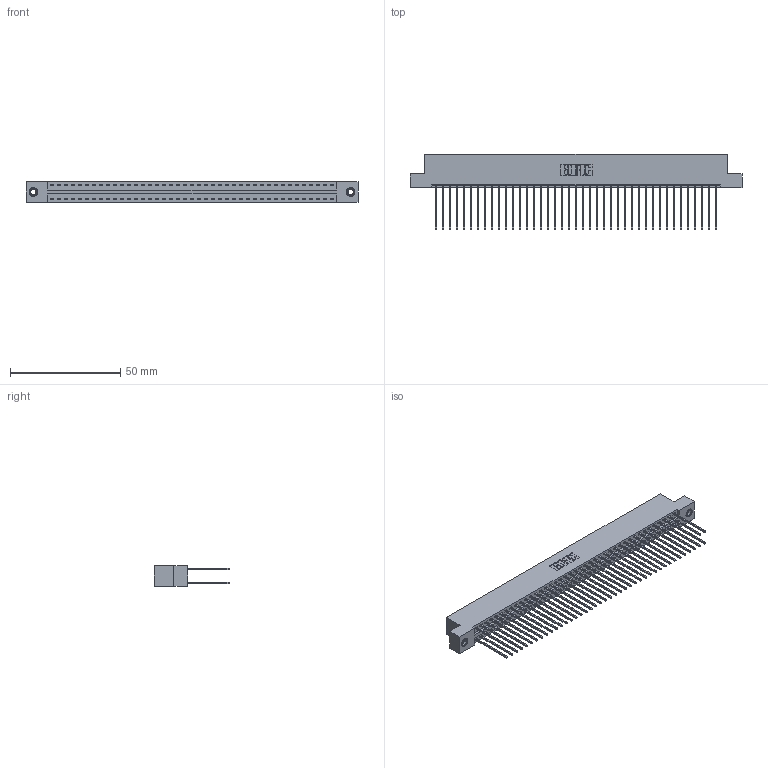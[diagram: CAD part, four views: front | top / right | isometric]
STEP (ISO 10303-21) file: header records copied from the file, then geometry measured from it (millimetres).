
FILE_DESCRIPTION (( 'STEP AP203' ), '1' );
FILE_NAME ('396-082-541-207.STEP', '2018-09-09T23:05:48', ( '' ), ( '' ), 'SwSTEP 2.0', 'SolidWorks 2016', '' );
FILE_SCHEMA (( 'CONFIG_CONTROL_DESIGN' ));
Length unit declared in the file: inch
Products named in the file (4): 345-292-001_345-293-141; 345-250-001_345-250-005-103; 396-082-541-207; 346 Part_Flush Mounting Lugs - 0.156 Dia-TI
Assembly tree (85 placements, depth 2):
  396-082-541-207
    346 Part_Flush Mounting Lugs - 0.156 Dia-TI
    345-292-001_345-293-141  x82
    345-250-001_345-250-005-103  x2
Bounding box: 150.75 x 34.29 x 9.4 mm (x, y, z)
Volume: 15149.1 mm3; surface area: 23097.6 mm2
Topology: 85 solids, 85 shells, 4446 faces, 13175 edges, 8666 vertices
Faces by surface type: plane 2978, cylinder 1452, cone 12, torus 4
Entity records: 28096 total; most frequent: CARTESIAN_POINT 4615, ORIENTED_EDGE 4542, DIRECTION 4145, EDGE_CURVE 2271, VECTOR 1955, LINE 1955, VERTEX_POINT 1508, AXIS2_PLACEMENT_3D 1095
